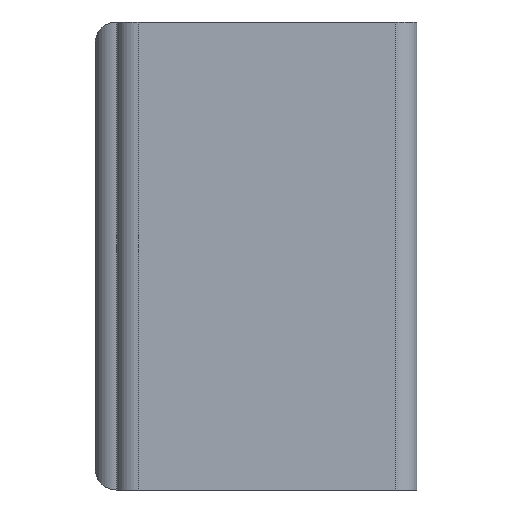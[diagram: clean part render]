
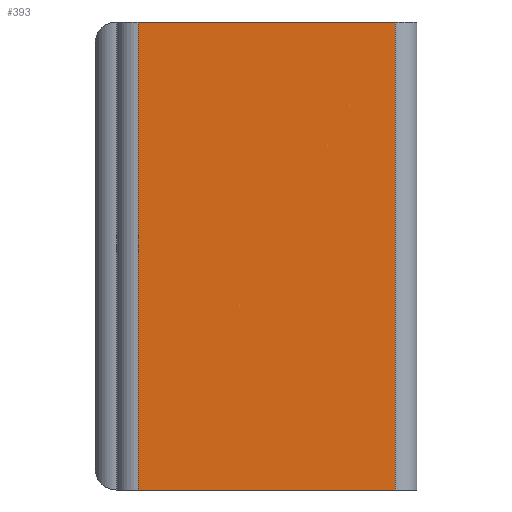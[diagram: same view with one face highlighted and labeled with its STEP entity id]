
A CAD part, left-side view. The second image highlights one B-rep face of the part: STEP entity #393.
In plain terms, the highlighted planar face has unit normal (-1, 0, 0).
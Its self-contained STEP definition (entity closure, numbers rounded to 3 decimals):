
#21 = LINE ( 'NONE', #461, #165 ) ;
#22 = ORIENTED_EDGE ( 'NONE', *, *, #590, .F. ) ;
#42 = CARTESIAN_POINT ( 'NONE',  ( -0.8, 0.037, -0.4 ) ) ;
#73 = CARTESIAN_POINT ( 'NONE',  ( -0.8, 0.037, 0.4 ) ) ;
#101 = DIRECTION ( 'NONE',  ( 1., 0., 0. ) ) ;
#102 = DIRECTION ( 'NONE',  ( 0., 0., -1. ) ) ;
#117 = EDGE_CURVE ( 'NONE', #673, #1017, #21, .T. ) ;
#165 = VECTOR ( 'NONE', #102, 1000. ) ;
#196 = VERTEX_POINT ( 'NONE', #203 ) ;
#203 = CARTESIAN_POINT ( 'NONE',  ( -0.8, 0.037, 0.4 ) ) ;
#241 = CARTESIAN_POINT ( 'NONE',  ( -0.8, 0.037, -0.4 ) ) ;
#246 = DIRECTION ( 'NONE',  ( 0., -1., 0. ) ) ;
#324 = VECTOR ( 'NONE', #246, 1000. ) ;
#329 = CARTESIAN_POINT ( 'NONE',  ( -0.8, 0.037, 0.4 ) ) ;
#334 = LINE ( 'NONE', #42, #324 ) ;
#340 = CARTESIAN_POINT ( 'NONE',  ( -0.8, 0.477, -0.4 ) ) ;
#342 = VECTOR ( 'NONE', #880, 1000. ) ;
#393 = ADVANCED_FACE ( 'NONE', ( #1108 ), #932, .F. ) ;
#424 = DIRECTION ( 'NONE',  ( 0., -1., 0. ) ) ;
#440 = DIRECTION ( 'NONE',  ( 0., 0., -1. ) ) ;
#461 = CARTESIAN_POINT ( 'NONE',  ( -0.8, 0.477, 0.4 ) ) ;
#466 = ORIENTED_EDGE ( 'NONE', *, *, #652, .T. ) ;
#474 = AXIS2_PLACEMENT_3D ( 'NONE', #73, #101, #440 ) ;
#504 = LINE ( 'NONE', #329, #342 ) ;
#590 = EDGE_CURVE ( 'NONE', #673, #196, #895, .T. ) ;
#648 = EDGE_CURVE ( 'NONE', #196, #994, #504, .T. ) ;
#652 = EDGE_CURVE ( 'NONE', #1017, #994, #334, .T. ) ;
#673 = VERTEX_POINT ( 'NONE', #711 ) ;
#711 = CARTESIAN_POINT ( 'NONE',  ( -0.8, 0.477, 0.4 ) ) ;
#802 = EDGE_LOOP ( 'NONE', ( #466, #1075, #22, #957 ) ) ;
#880 = DIRECTION ( 'NONE',  ( 0., 0., -1. ) ) ;
#895 = LINE ( 'NONE', #979, #942 ) ;
#932 = PLANE ( 'NONE',  #474 ) ;
#942 = VECTOR ( 'NONE', #424, 1000. ) ;
#957 = ORIENTED_EDGE ( 'NONE', *, *, #117, .T. ) ;
#979 = CARTESIAN_POINT ( 'NONE',  ( -0.8, 0.037, 0.4 ) ) ;
#994 = VERTEX_POINT ( 'NONE', #241 ) ;
#1017 = VERTEX_POINT ( 'NONE', #340 ) ;
#1075 = ORIENTED_EDGE ( 'NONE', *, *, #648, .F. ) ;
#1108 = FACE_OUTER_BOUND ( 'NONE', #802, .T. ) ;
